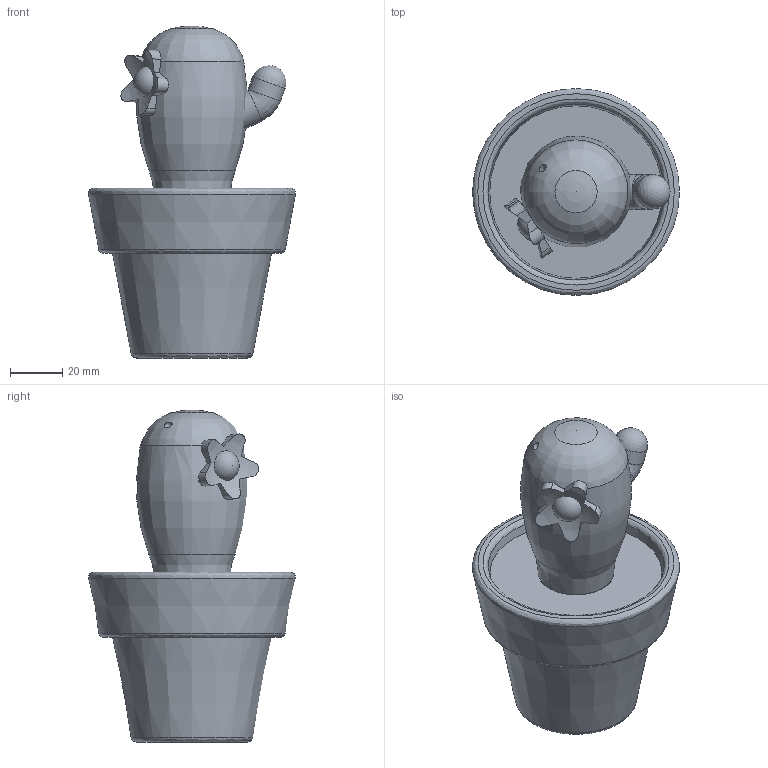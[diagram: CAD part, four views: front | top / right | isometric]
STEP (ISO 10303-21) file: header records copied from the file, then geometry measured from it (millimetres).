
FILE_DESCRIPTION(('FreeCAD Model'),'2;1');
FILE_NAME('kactus.step','2020-12-29T16:44:12',('Author'),(''), 'Open CASCADE STEP processor 7.4','FreeCAD','Unknown');
FILE_SCHEMA(('AUTOMOTIVE_DESIGN { 1 0 10303 214 1 1 1 1 }'));
Length unit declared in the file: millimetre
Products named in the file (6): kactus; Body-pot; Part-cactus; Body-cactus-body; Body-cactus-branch; Body-flower-2
Assembly tree (5 placements, depth 3):
  kactus
    Body-pot
    Part-cactus
      Body-cactus-body
      Body-cactus-branch
    Body-flower-2
Bounding box: 79.16 x 79.13 x 127 mm (x, y, z)
Volume: 120547.9 mm3; surface area: 49831.5 mm2
Topology: 4 solids, 4 shells, 61 faces, 135 edges, 86 vertices
Faces by surface type: plane 27, cylinder 15, revolution 9, cone 6, sphere 4
Full cylindrical faces by diameter (mm): 3.068 x1, 13.2 x2, 24.7 x1, 28.7 x1, 29 x1
Entity records: 2612 total; most frequent: CARTESIAN_POINT 671, DIRECTION 322, ORIENTED_EDGE 262, AXIS2_PLACEMENT_3D 132, EDGE_CURVE 131, PRESENTATION_STYLE_ASSIGNMENT 93, OVER_RIDING_STYLED_ITEM 89, VERTEX_POINT 86
